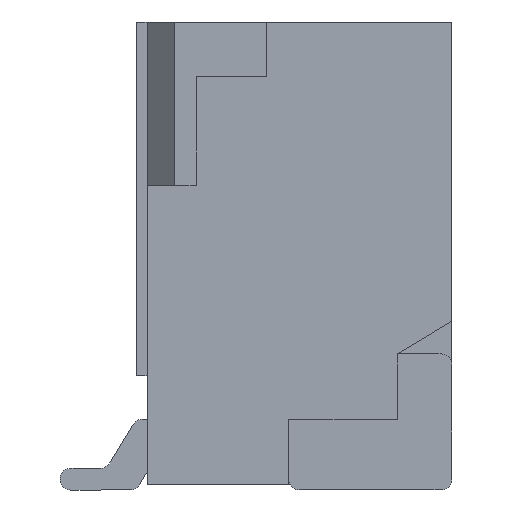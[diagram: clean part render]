
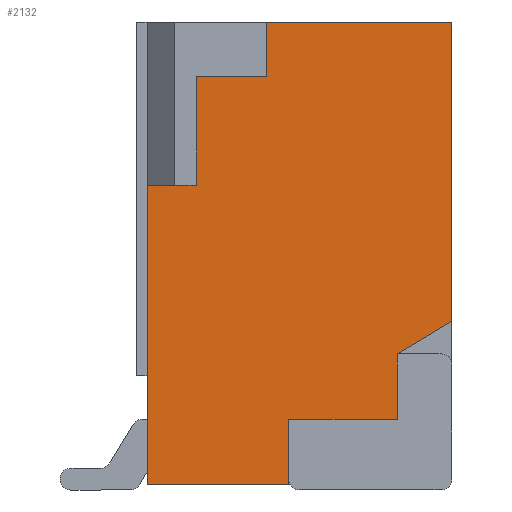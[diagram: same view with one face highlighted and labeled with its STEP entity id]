
A CAD part, left-side view. The second image highlights one B-rep face of the part: STEP entity #2132.
In plain terms, the highlighted planar face has unit normal (-1, 0, 0).
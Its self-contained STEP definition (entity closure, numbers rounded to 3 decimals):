
#2132=ADVANCED_FACE('',(#5004),#5006,.T.);
#5004=FACE_BOUND('',#5005,.T.);
#5005=EDGE_LOOP('',(#7346,#7347,#7348,#7349,#7350,#7351,#7352,#7353,#7354,#7355,
#7356,#7357));
#5006=PLANE('',#5007);
#5007=AXIS2_PLACEMENT_3D('',#5008,#5009,#5010);
#5008=CARTESIAN_POINT('',(-1.5,0.,0.));
#5009=DIRECTION('',(-1.,0.,0.));
#5010=DIRECTION('',(0.,0.,1.));
#7346=ORIENTED_EDGE('',*,*,#8900,.T.);
#7347=ORIENTED_EDGE('',*,*,#8901,.T.);
#7348=ORIENTED_EDGE('',*,*,#8902,.T.);
#7349=ORIENTED_EDGE('',*,*,#8903,.T.);
#7350=ORIENTED_EDGE('',*,*,#8904,.T.);
#7351=ORIENTED_EDGE('',*,*,#8803,.T.);
#7352=ORIENTED_EDGE('',*,*,#8899,.T.);
#7353=ORIENTED_EDGE('',*,*,#8905,.T.);
#7354=ORIENTED_EDGE('',*,*,#8906,.T.);
#7355=ORIENTED_EDGE('',*,*,#8907,.T.);
#7356=ORIENTED_EDGE('',*,*,#8875,.T.);
#7357=ORIENTED_EDGE('',*,*,#8908,.T.);
#8803=EDGE_CURVE('',#10276,#10274,#10277,.T.);
#8875=EDGE_CURVE('',#10419,#10417,#10420,.T.);
#8899=EDGE_CURVE('',#10274,#10457,#10459,.F.);
#8900=EDGE_CURVE('',#10460,#10461,#10462,.F.);
#8901=EDGE_CURVE('',#10461,#10463,#10464,.F.);
#8902=EDGE_CURVE('',#10463,#10465,#10466,.F.);
#8903=EDGE_CURVE('',#10465,#10467,#10468,.F.);
#8904=EDGE_CURVE('',#10467,#10276,#10469,.T.);
#8905=EDGE_CURVE('',#10457,#10470,#10471,.F.);
#8906=EDGE_CURVE('',#10470,#10472,#10473,.F.);
#8907=EDGE_CURVE('',#10472,#10419,#10474,.F.);
#8908=EDGE_CURVE('',#10417,#10460,#10475,.T.);
#10274=VERTEX_POINT('',#13351);
#10276=VERTEX_POINT('',#13355);
#10277=LINE('',#13356,#13357);
#10417=VERTEX_POINT('',#13638);
#10419=VERTEX_POINT('',#13642);
#10420=LINE('',#13643,#13644);
#10457=VERTEX_POINT('',#13726);
#10459=LINE('',#13730,#13731);
#10460=VERTEX_POINT('',#13733);
#10461=VERTEX_POINT('',#13734);
#10462=LINE('',#13735,#13736);
#10463=VERTEX_POINT('',#13738);
#10464=LINE('',#13739,#13740);
#10465=VERTEX_POINT('',#13742);
#10466=LINE('',#13743,#13744);
#10467=VERTEX_POINT('',#13746);
#10468=LINE('',#13747,#13748);
#10469=LINE('',#13750,#13751);
#10470=VERTEX_POINT('',#13753);
#10471=LINE('',#13754,#13755);
#10472=VERTEX_POINT('',#13757);
#10473=LINE('',#13758,#13759);
#10474=LINE('',#13761,#13762);
#10475=LINE('',#13764,#13765);
#13351=CARTESIAN_POINT('',(-1.5,-1.2,4.25));
#13355=CARTESIAN_POINT('',(-1.5,-2.9,4.25));
#13356=CARTESIAN_POINT('',(-1.5,-2.9,4.25));
#13357=VECTOR('',#13358,1.);
#13358=DIRECTION('',(0.,1.,0.));
#13638=CARTESIAN_POINT('',(-1.5,-0.1,0.));
#13642=CARTESIAN_POINT('',(-1.5,-0.1,2.75));
#13643=CARTESIAN_POINT('',(-1.5,-0.1,2.75));
#13644=VECTOR('',#13645,1.);
#13645=DIRECTION('',(0.,0.,-1.));
#13726=CARTESIAN_POINT('',(-1.5,-1.2,3.75));
#13730=CARTESIAN_POINT('',(-1.5,-1.2,3.75));
#13731=VECTOR('',#13732,1.);
#13732=DIRECTION('',(0.,0.,1.));
#13733=CARTESIAN_POINT('',(-1.5,-1.4,0.));
#13734=CARTESIAN_POINT('',(-1.5,-1.4,0.6));
#13735=CARTESIAN_POINT('',(-1.5,-1.4,0.6));
#13736=VECTOR('',#13737,1.);
#13737=DIRECTION('',(0.,0.,-1.));
#13738=CARTESIAN_POINT('',(-1.5,-2.4,0.6));
#13739=CARTESIAN_POINT('',(-1.5,-2.4,0.6));
#13740=VECTOR('',#13741,1.);
#13741=DIRECTION('',(0.,1.,0.));
#13742=CARTESIAN_POINT('',(-1.5,-2.4,1.2));
#13743=CARTESIAN_POINT('',(-1.5,-2.4,1.2));
#13744=VECTOR('',#13745,1.);
#13745=DIRECTION('',(0.,0.,-1.));
#13746=CARTESIAN_POINT('',(-1.5,-2.9,1.5));
#13747=CARTESIAN_POINT('',(-1.5,-2.9,1.5));
#13748=VECTOR('',#13749,1.);
#13749=DIRECTION('',(0.,0.857,-0.514));
#13750=CARTESIAN_POINT('',(-1.5,-2.9,1.5));
#13751=VECTOR('',#13752,1.);
#13752=DIRECTION('',(0.,0.,1.));
#13753=CARTESIAN_POINT('',(-1.5,-0.55,3.75));
#13754=CARTESIAN_POINT('',(-1.5,-0.55,3.75));
#13755=VECTOR('',#13756,1.);
#13756=DIRECTION('',(0.,-1.,0.));
#13757=CARTESIAN_POINT('',(-1.5,-0.55,2.75));
#13758=CARTESIAN_POINT('',(-1.5,-0.55,2.75));
#13759=VECTOR('',#13760,1.);
#13760=DIRECTION('',(0.,0.,1.));
#13761=CARTESIAN_POINT('',(-1.5,-0.1,2.75));
#13762=VECTOR('',#13763,1.);
#13763=DIRECTION('',(0.,-1.,0.));
#13764=CARTESIAN_POINT('',(-1.5,-0.1,0.));
#13765=VECTOR('',#13766,1.);
#13766=DIRECTION('',(0.,-1.,0.));
